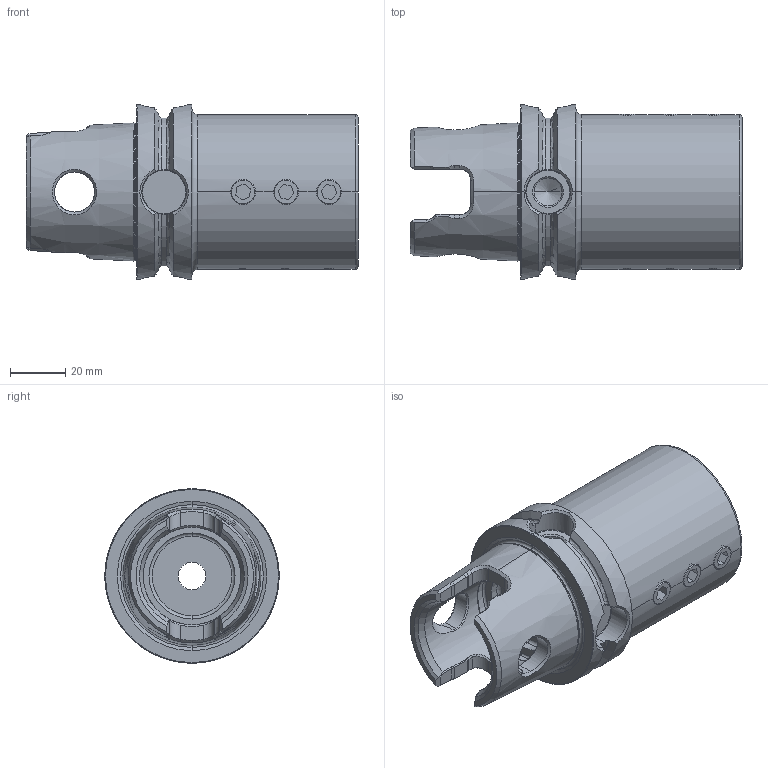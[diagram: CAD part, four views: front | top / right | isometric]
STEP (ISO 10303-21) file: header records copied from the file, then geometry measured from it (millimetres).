
FILE_DESCRIPTION (( 'STEP AP203' ), '1' );
FILE_NAME ('KU6.B32.K01.080.STEP', '2018-02-14T11:19:51', ( 'SWIAdmin' ), ( 'Hewlett-Packard Company' ), 'SwSTEP 2.0', 'SolidWorks 2017', '' );
FILE_SCHEMA (( 'CONFIG_CONTROL_DESIGN' ));
Length unit declared in the file: millimetre
Products named in the file (3): KU6-B32.K01.080_A; W10-ER1.001.012; KU6.B32.K01.080
Assembly tree (10 placements, depth 2):
  KU6.B32.K01.080
    KU6-B32.K01.080_A
    W10-ER1.001.012  x9
Bounding box: 119.95 x 62.95 x 62.95 mm (x, y, z)
Volume: 175100.2 mm3; surface area: 45746.2 mm2
Topology: 10 solids, 10 shells, 407 faces, 1036 edges, 642 vertices
Faces by surface type: plane 133, cylinder 90, cone 88, bspline 58, torus 38
Entity records: 13497 total; most frequent: CARTESIAN_POINT 6890, ORIENTED_EDGE 1456, DIRECTION 1000, EDGE_CURVE 728, VERTEX_POINT 458, AXIS2_PLACEMENT_3D 410, B_SPLINE_CURVE_WITH_KNOTS 364, EDGE_LOOP 292
